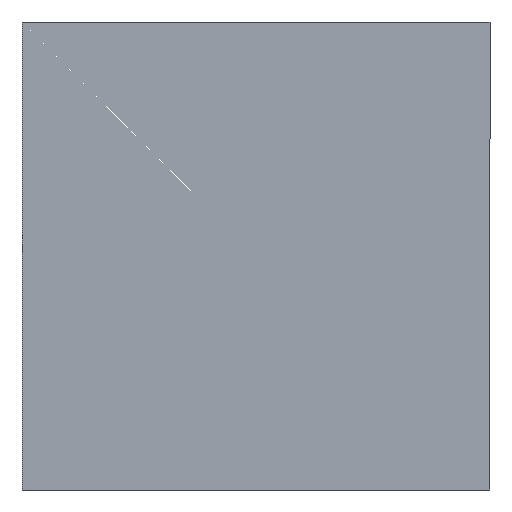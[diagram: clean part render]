
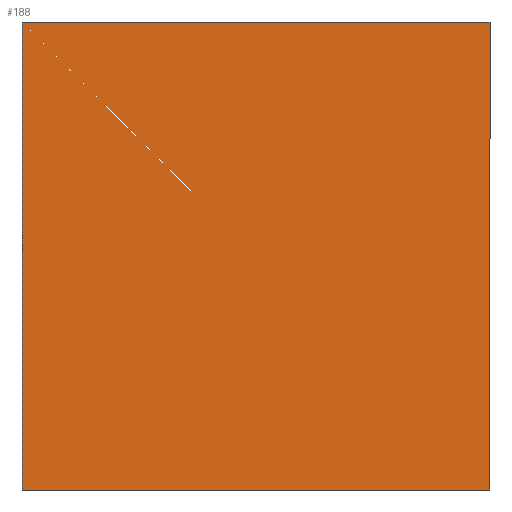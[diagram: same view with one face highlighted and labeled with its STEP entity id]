
A CAD part, front view. The second image highlights one B-rep face of the part: STEP entity #188.
In plain terms, the highlighted planar face has unit normal (0, -1, 0).
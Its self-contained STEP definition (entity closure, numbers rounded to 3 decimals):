
#5 = VERTEX_POINT ( 'NONE', #161 ) ;
#11 = ORIENTED_EDGE ( 'NONE', *, *, #52, .F. ) ;
#21 = VECTOR ( 'NONE', #323, 1000. ) ;
#22 = VERTEX_POINT ( 'NONE', #288 ) ;
#45 = CARTESIAN_POINT ( 'NONE',  ( 0., 0., 0. ) ) ;
#52 = EDGE_CURVE ( 'NONE', #5, #144, #360, .T. ) ;
#55 = VERTEX_POINT ( 'NONE', #229 ) ;
#77 = EDGE_CURVE ( 'NONE', #22, #5, #112, .T. ) ;
#106 = DIRECTION ( 'NONE',  ( -1., 0., 0. ) ) ;
#110 = AXIS2_PLACEMENT_3D ( 'NONE', #45, #214, #278 ) ;
#112 = LINE ( 'NONE', #195, #176 ) ;
#114 = ORIENTED_EDGE ( 'NONE', *, *, #337, .F. ) ;
#144 = VERTEX_POINT ( 'NONE', #340 ) ;
#161 = CARTESIAN_POINT ( 'NONE',  ( 3.5, 0., 3.5 ) ) ;
#173 = FACE_OUTER_BOUND ( 'NONE', #236, .T. ) ;
#176 = VECTOR ( 'NONE', #285, 1000. ) ;
#188 = ADVANCED_FACE ( 'NONE', ( #173 ), #280, .F. ) ;
#195 = CARTESIAN_POINT ( 'NONE',  ( -3.5, 0., 3.5 ) ) ;
#206 = ORIENTED_EDGE ( 'NONE', *, *, #77, .F. ) ;
#214 = DIRECTION ( 'NONE',  ( 0., 1., 0. ) ) ;
#229 = CARTESIAN_POINT ( 'NONE',  ( -3.5, 0., -3.5 ) ) ;
#236 = EDGE_LOOP ( 'NONE', ( #114, #387, #11, #206 ) ) ;
#253 = VECTOR ( 'NONE', #106, 1000. ) ;
#256 = EDGE_CURVE ( 'NONE', #144, #55, #336, .T. ) ;
#274 = CARTESIAN_POINT ( 'NONE',  ( -3.5, 0., -3.5 ) ) ;
#278 = DIRECTION ( 'NONE',  ( 0., 0., 1. ) ) ;
#280 = PLANE ( 'NONE',  #110 ) ;
#285 = DIRECTION ( 'NONE',  ( 1., 0., 0. ) ) ;
#288 = CARTESIAN_POINT ( 'NONE',  ( -3.5, 0., 3.5 ) ) ;
#317 = VECTOR ( 'NONE', #370, 1000. ) ;
#323 = DIRECTION ( 'NONE',  ( 0., 0., -1. ) ) ;
#327 = CARTESIAN_POINT ( 'NONE',  ( -3.5, 0., -3.5 ) ) ;
#336 = LINE ( 'NONE', #327, #253 ) ;
#337 = EDGE_CURVE ( 'NONE', #55, #22, #397, .T. ) ;
#340 = CARTESIAN_POINT ( 'NONE',  ( 3.5, 0., -3.5 ) ) ;
#350 = CARTESIAN_POINT ( 'NONE',  ( 3.5, 0., -3.5 ) ) ;
#360 = LINE ( 'NONE', #350, #21 ) ;
#370 = DIRECTION ( 'NONE',  ( 0., 0., 1. ) ) ;
#387 = ORIENTED_EDGE ( 'NONE', *, *, #256, .F. ) ;
#397 = LINE ( 'NONE', #274, #317 ) ;
